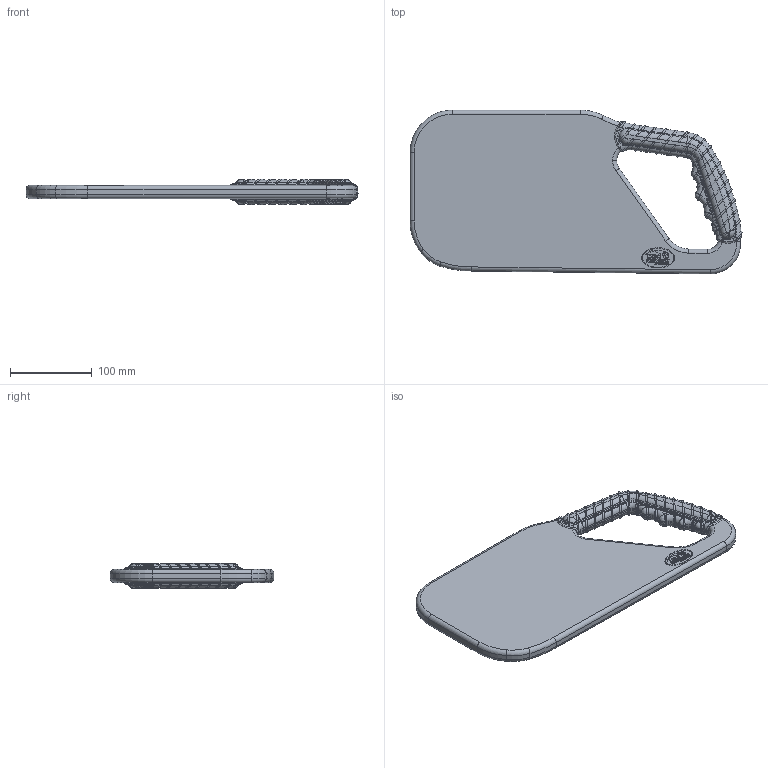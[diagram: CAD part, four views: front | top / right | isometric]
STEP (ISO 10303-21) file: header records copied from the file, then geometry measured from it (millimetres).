
FILE_DESCRIPTION (( 'STEP AP203' ), '1' );
FILE_NAME ('R5 Assem.STEP', '2024-08-03T06:25:42', ( '' ), ( '' ), 'SwSTEP 2.0', 'SolidWorks 2018', '' );
FILE_SCHEMA (( 'CONFIG_CONTROL_DESIGN' ));
Length unit declared in the file: millimetre
Products named in the file (3): Paddle_R5; Grip_Updated; R5 Assem
Assembly tree (2 placements, depth 2):
  R5 Assem
    Paddle_R5
    Grip_Updated
Bounding box: 405.02 x 199.8 x 31.2 mm (x, y, z)
Volume: 1052704.4 mm3; surface area: 187276.2 mm2
Topology: 3 solids, 3 shells, 2106 faces, 5591 edges, 3515 vertices
Faces by surface type: bspline 950, cylinder 582, plane 276, torus 252, cone 46
Entity records: 139742 total; most frequent: CARTESIAN_POINT 94444, ORIENTED_EDGE 11142, DIRECTION 7000, EDGE_CURVE 5571, VERTEX_POINT 3515, AXIS2_PLACEMENT_3D 2764, B_SPLINE_CURVE_WITH_KNOTS 2496, EDGE_LOOP 2152
